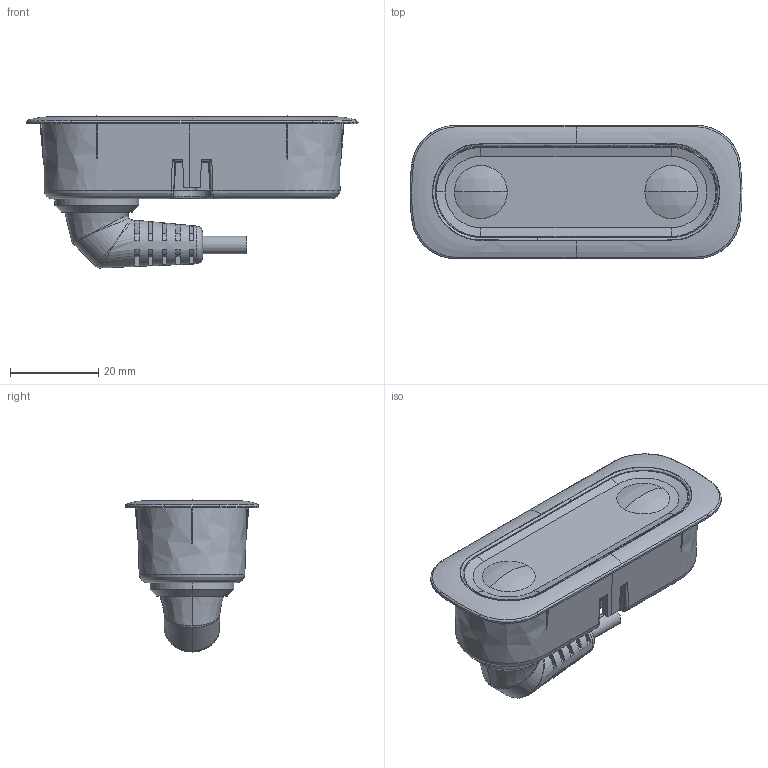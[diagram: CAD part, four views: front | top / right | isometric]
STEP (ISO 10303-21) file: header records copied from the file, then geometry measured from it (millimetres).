
FILE_DESCRIPTION (( 'STEP AP214' ), '1' );
FILE_NAME ('JCHT35K26A-嵌入.STEP', '2019-10-17T01:32:30', ( '' ), ( '' ), 'SwSTEP 2.0', 'SolidWorks 2018', '' );
FILE_SCHEMA (( 'AUTOMOTIVE_DESIGN' ));
Length unit declared in the file: millimetre
Products named in the file (1): JCHT35K26A-嵌入
Bounding box: 75.32 x 30.24 x 34.51 mm (x, y, z)
Volume: 20322.2 mm3; surface area: 19554.6 mm2
Topology: 5 solids, 5 shells, 425 faces, 1074 edges, 693 vertices
Faces by surface type: plane 211, cylinder 103, bspline 65, cone 21, torus 15, sphere 10
Entity records: 25802 total; most frequent: CARTESIAN_POINT 11551, ORIENTED_EDGE 2132, DIRECTION 1728, EDGE_CURVE 1066, VERTEX_POINT 693, AXIS2_PLACEMENT_3D 651, EDGE_LOOP 471, UNCERTAINTY_MEASURE_WITH_UNIT 432
